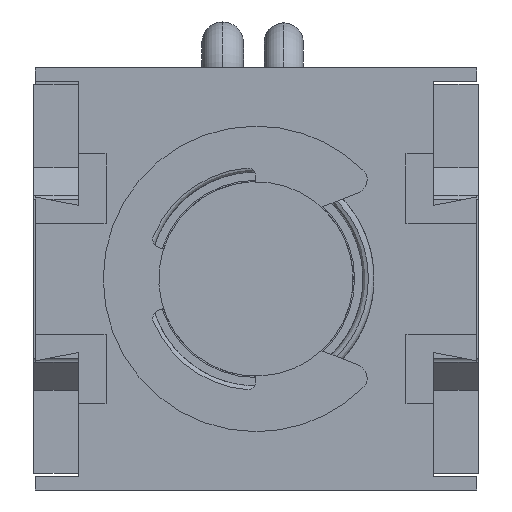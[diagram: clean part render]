
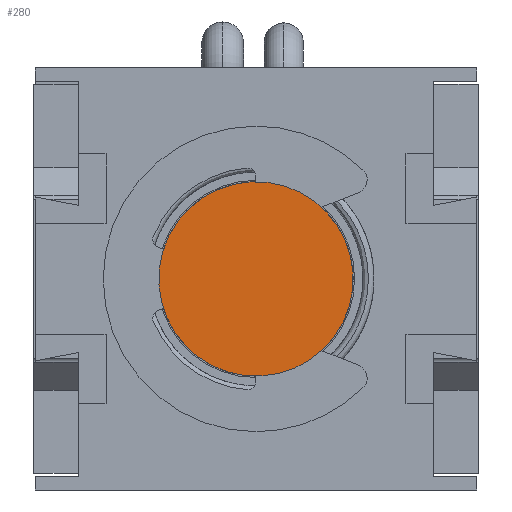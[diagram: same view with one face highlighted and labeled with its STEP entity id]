
A CAD part, left-side view. The second image highlights one B-rep face of the part: STEP entity #280.
In plain terms, the highlighted face is planar.
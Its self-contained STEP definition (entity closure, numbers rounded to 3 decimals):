
#280 = ADVANCED_FACE ( 'NONE', ( #2173 ), #2174, .F. ) ;
#624 = EDGE_CURVE ( 'NONE', #5152, #5209, #4029, .T. ) ;
#797 = AXIS2_PLACEMENT_3D ( 'NONE', #2162, #2177, #2178 ) ;
#968 = CARTESIAN_POINT ( 'NONE',  ( 32.2, 0., 0. ) ) ;
#969 = DIRECTION ( 'NONE',  ( -1., 0., 0. ) ) ;
#970 = DIRECTION ( 'NONE',  ( 0., -1., 0. ) ) ;
#1071 = CARTESIAN_POINT ( 'NONE',  ( 32.2, 0., 0. ) ) ;
#1072 = DIRECTION ( 'NONE',  ( -1., 0., 0. ) ) ;
#1073 = DIRECTION ( 'NONE',  ( 0., -1., 0. ) ) ;
#2162 = CARTESIAN_POINT ( 'NONE',  ( 32.2, 3.5, 0. ) ) ;
#2173 = FACE_OUTER_BOUND ( 'NONE', #10286, .T. ) ;
#2174 = PLANE ( 'NONE',  #797 ) ;
#2177 = DIRECTION ( 'NONE',  ( -1., 0., 0. ) ) ;
#2178 = DIRECTION ( 'NONE',  ( 0., -1., 0. ) ) ;
#3089 = CIRCLE ( 'NONE', #3097, 3.5 ) ;
#3097 = AXIS2_PLACEMENT_3D ( 'NONE', #1071, #1072, #1073 ) ;
#3381 = EDGE_CURVE ( 'NONE', #5209, #5152, #3089, .T. ) ;
#4029 = CIRCLE ( 'NONE', #4031, 3.5 ) ;
#4031 = AXIS2_PLACEMENT_3D ( 'NONE', #968, #969, #970 ) ;
#5152 = VERTEX_POINT ( 'NONE', #7261 ) ;
#5209 = VERTEX_POINT ( 'NONE', #7318 ) ;
#5415 = ORIENTED_EDGE ( 'NONE', *, *, #624, .F. ) ;
#5416 = ORIENTED_EDGE ( 'NONE', *, *, #3381, .F. ) ;
#7261 = CARTESIAN_POINT ( 'NONE',  ( 32.2, -3.5, 0. ) ) ;
#7318 = CARTESIAN_POINT ( 'NONE',  ( 32.2, 3.5, 0. ) ) ;
#10286 = EDGE_LOOP ( 'NONE', ( #5415, #5416 ) ) ;
